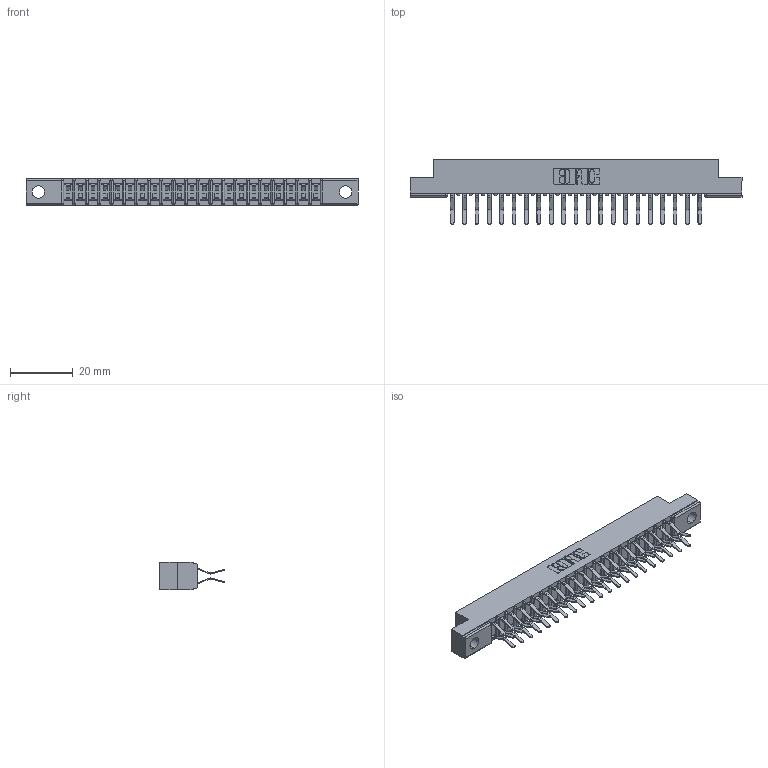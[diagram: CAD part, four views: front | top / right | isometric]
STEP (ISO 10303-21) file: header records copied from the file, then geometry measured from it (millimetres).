
FILE_DESCRIPTION (( 'STEP AP203' ), '1' );
FILE_NAME ('357-042-560-204.STEP', '2019-09-18T06:56:51', ( '' ), ( '' ), 'SwSTEP 2.0', 'SolidWorks 2016', '' );
FILE_SCHEMA (( 'CONFIG_CONTROL_DESIGN' ));
Length unit declared in the file: inch
Products named in the file (3): 357-042-560-204; 307-290-001_560; 307 Part_.156 Dia Mounting Holes
Assembly tree (43 placements, depth 2):
  357-042-560-204
    307 Part_.156 Dia Mounting Holes
    307-290-001_560  x42
Bounding box: 106.22 x 20.73 x 8.71 mm (x, y, z)
Volume: 6894.6 mm3; surface area: 12331.8 mm2
Topology: 43 solids, 43 shells, 2254 faces, 6323 edges, 4098 vertices
Faces by surface type: plane 1470, cylinder 740, sphere 44
Entity records: 21786 total; most frequent: CARTESIAN_POINT 3575, ORIENTED_EDGE 3538, DIRECTION 3503, EDGE_CURVE 1769, VECTOR 1355, LINE 1355, VERTEX_POINT 1146, AXIS2_PLACEMENT_3D 1074
